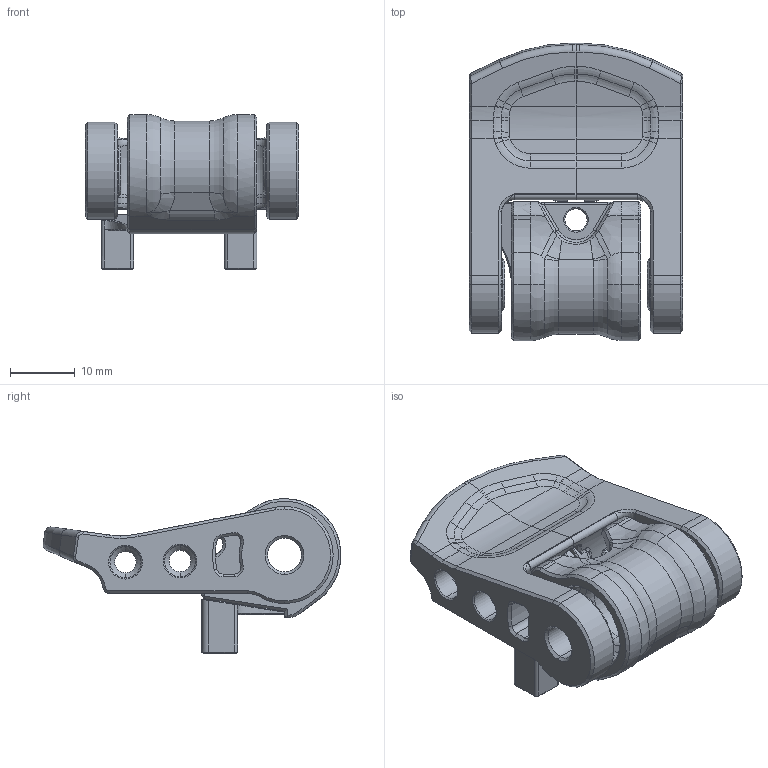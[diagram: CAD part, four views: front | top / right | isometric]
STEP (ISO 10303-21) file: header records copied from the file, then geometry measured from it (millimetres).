
FILE_DESCRIPTION (( 'STEP AP214' ), '1' );
FILE_NAME ('latch.STEP', '2022-01-24T15:27:36', ( '' ), ( '' ), 'SwSTEP 2.0', 'SolidWorks 2020', '' );
FILE_SCHEMA (( 'AUTOMOTIVE_DESIGN' ));
Length unit declared in the file: millimetre
Products named in the file (1): latch
Bounding box: 33 x 45.97 x 23.9 mm (x, y, z)
Volume: 10990.7 mm3; surface area: 8270.5 mm2
Topology: 4 solids, 4 shells, 625 faces, 1479 edges, 846 vertices
Faces by surface type: cylinder 164, plane 156, cone 151, bspline 103, torus 51
Entity records: 26321 total; most frequent: CARTESIAN_POINT 12697, ORIENTED_EDGE 2918, DIRECTION 2719, EDGE_CURVE 1459, AXIS2_PLACEMENT_3D 1053, VERTEX_POINT 846, EDGE_LOOP 651, ADVANCED_FACE 625
